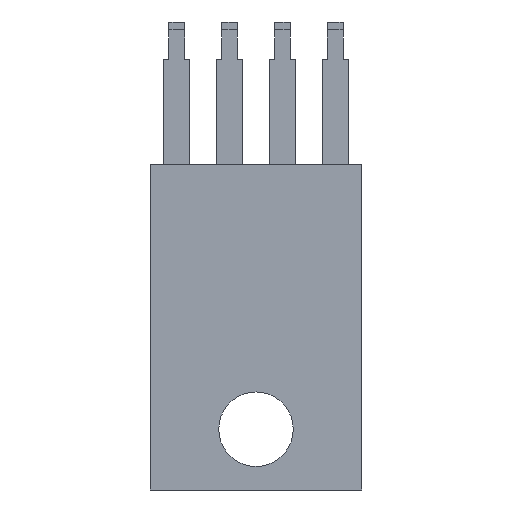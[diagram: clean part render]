
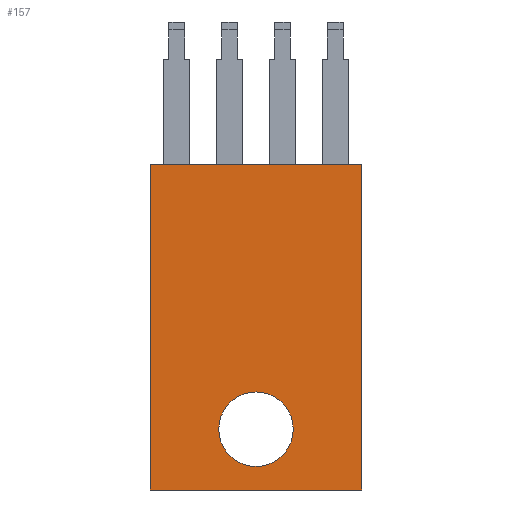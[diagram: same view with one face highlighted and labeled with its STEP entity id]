
A CAD part, front view. The second image highlights one B-rep face of the part: STEP entity #157.
In plain terms, the highlighted planar face has unit normal (0, -1, 0).
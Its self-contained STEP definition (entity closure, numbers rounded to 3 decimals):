
#72 = VERTEX_POINT('',#73);
#73 = CARTESIAN_POINT('',(0.,0.,-6.68));
#79 = EDGE_CURVE('',#72,#80,#82,.T.);
#80 = VERTEX_POINT('',#81);
#81 = CARTESIAN_POINT('',(0.,0.,-3.1));
#82 = CIRCLE('',#83,1.79);
#83 = AXIS2_PLACEMENT_3D('',#84,#85,#86);
#84 = CARTESIAN_POINT('',(0.,0.,-4.89));
#85 = DIRECTION('',(0.,1.,0.));
#86 = DIRECTION('',(0.,-0.,1.));
#157 = ADVANCED_FACE('',(#158,#192),#202,.F.);
#158 = FACE_BOUND('',#159,.T.);
#159 = EDGE_LOOP('',(#160,#170,#178,#186));
#160 = ORIENTED_EDGE('',*,*,#161,.F.);
#161 = EDGE_CURVE('',#162,#164,#166,.T.);
#162 = VERTEX_POINT('',#163);
#163 = CARTESIAN_POINT('',(-5.08,0.,-7.81));
#164 = VERTEX_POINT('',#165);
#165 = CARTESIAN_POINT('',(-5.08,0.,7.81));
#166 = LINE('',#167,#168);
#167 = CARTESIAN_POINT('',(-5.08,0.,-7.81));
#168 = VECTOR('',#169,1.);
#169 = DIRECTION('',(0.,0.,1.));
#170 = ORIENTED_EDGE('',*,*,#171,.F.);
#171 = EDGE_CURVE('',#172,#162,#174,.T.);
#172 = VERTEX_POINT('',#173);
#173 = CARTESIAN_POINT('',(5.08,0.,-7.81));
#174 = LINE('',#175,#176);
#175 = CARTESIAN_POINT('',(-5.08,0.,-7.81));
#176 = VECTOR('',#177,1.);
#177 = DIRECTION('',(-1.,-0.,-0.));
#178 = ORIENTED_EDGE('',*,*,#179,.F.);
#179 = EDGE_CURVE('',#180,#172,#182,.T.);
#180 = VERTEX_POINT('',#181);
#181 = CARTESIAN_POINT('',(5.08,0.,7.81));
#182 = LINE('',#183,#184);
#183 = CARTESIAN_POINT('',(5.08,0.,-7.81));
#184 = VECTOR('',#185,1.);
#185 = DIRECTION('',(-0.,-0.,-1.));
#186 = ORIENTED_EDGE('',*,*,#187,.F.);
#187 = EDGE_CURVE('',#164,#180,#188,.T.);
#188 = LINE('',#189,#190);
#189 = CARTESIAN_POINT('',(-5.08,0.,7.81));
#190 = VECTOR('',#191,1.);
#191 = DIRECTION('',(1.,0.,0.));
#192 = FACE_BOUND('',#193,.T.);
#193 = EDGE_LOOP('',(#194,#195));
#194 = ORIENTED_EDGE('',*,*,#79,.T.);
#195 = ORIENTED_EDGE('',*,*,#196,.T.);
#196 = EDGE_CURVE('',#80,#72,#197,.T.);
#197 = CIRCLE('',#198,1.79);
#198 = AXIS2_PLACEMENT_3D('',#199,#200,#201);
#199 = CARTESIAN_POINT('',(0.,0.,-4.89));
#200 = DIRECTION('',(0.,1.,0.));
#201 = DIRECTION('',(0.,-0.,1.));
#202 = PLANE('',#203);
#203 = AXIS2_PLACEMENT_3D('',#204,#205,#206);
#204 = CARTESIAN_POINT('',(0.,0.,0.));
#205 = DIRECTION('',(0.,1.,0.));
#206 = DIRECTION('',(0.,-0.,1.));
